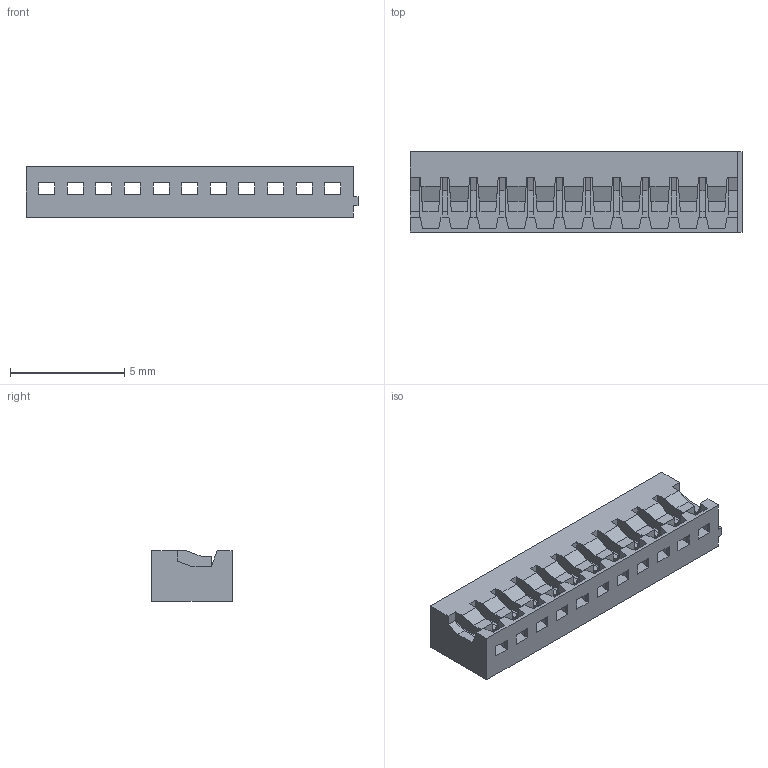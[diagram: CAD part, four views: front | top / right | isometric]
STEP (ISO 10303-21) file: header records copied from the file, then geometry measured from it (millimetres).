
FILE_DESCRIPTION((''),'2;1');
FILE_NAME('510221100','2007-09-26T',('av'),(''),'PRO/ENGINEER BY PARAMETRIC TECHNOLOGY CORPORATION, 2003451','PRO/ENGINEER BY PARAMETRIC TECHNOLOGY CORPORATION, 2003451','');
FILE_SCHEMA(('CONFIG_CONTROL_DESIGN'));
Length unit declared in the file: millimetre
Products named in the file (1): 510221100
Bounding box: 14.5 x 3.5 x 2.2 mm (x, y, z)
Volume: 71.9 mm3; surface area: 325.6 mm2
Topology: 1 solids, 1 shells, 521 faces, 1498 edges, 964 vertices
Faces by surface type: plane 521
Entity records: 16610 total; most frequent: CARTESIAN_POINT 2949, ORIENTED_EDGE 2938, DIRECTION 2566, VECTOR 1476, LINE 1476, EDGE_CURVE 1469, VERTEX_POINT 928, AXIS2_PLACEMENT_3D 545
